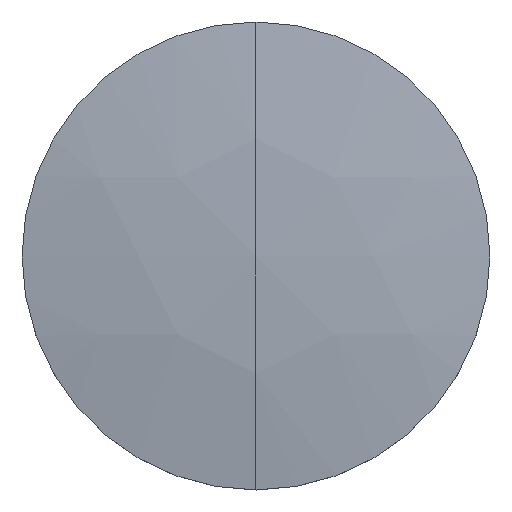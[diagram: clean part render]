
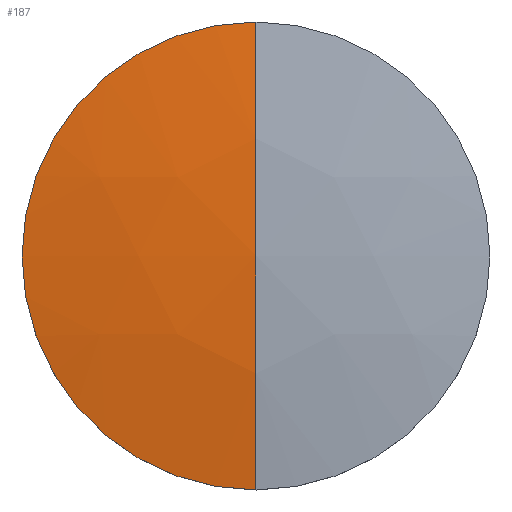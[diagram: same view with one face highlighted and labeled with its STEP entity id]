
A CAD part, top view. The second image highlights one B-rep face of the part: STEP entity #187.
In plain terms, the highlighted free-form (B-spline) face has degree [3, 3] with [4, 4] control points.
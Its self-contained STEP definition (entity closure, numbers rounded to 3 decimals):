
#6 = DIRECTION ( 'NONE',  ( 1., 0., 0. ) ) ;
#8 = CARTESIAN_POINT ( 'NONE',  ( -4.303, 4.324, 4.363 ) ) ;
#32 = CARTESIAN_POINT ( 'NONE',  ( -12.836, 4.324, 3.292 ) ) ;
#40 = ORIENTED_EDGE ( 'NONE', *, *, #197, .T. ) ;
#67 = DIRECTION ( 'NONE',  ( 1., 0., 0. ) ) ;
#78 = CARTESIAN_POINT ( 'NONE',  ( -4.223, -12.851, 2.922 ) ) ;
#81 = CARTESIAN_POINT ( 'NONE',  ( -8.592, -4.324, 4.005 ) ) ;
#84 = CARTESIAN_POINT ( 'NONE',  ( -4.223, 12.851, 2.922 ) ) ;
#86 = DIRECTION ( 'NONE',  ( 0., 0., -1. ) ) ;
#87 = VERTEX_POINT ( 'NONE', #246 ) ;
#88 = AXIS2_PLACEMENT_3D ( 'NONE', #252, #272, #6 ) ;
#89 = ORIENTED_EDGE ( 'NONE', *, *, #264, .F. ) ;
#107 = CARTESIAN_POINT ( 'NONE',  ( -8.432, -12.851, 2.571 ) ) ;
#115 = CARTESIAN_POINT ( 'NONE',  ( 0., 12.7, 2.947 ) ) ;
#124 = CARTESIAN_POINT ( 'NONE',  ( 0., 12.851, 2.922 ) ) ;
#126 = CARTESIAN_POINT ( 'NONE',  ( -4.303, -4.324, 4.363 ) ) ;
#138 = EDGE_CURVE ( 'NONE', #161, #268, #212, .T. ) ;
#142 = FACE_OUTER_BOUND ( 'NONE', #162, .T. ) ;
#147 = CARTESIAN_POINT ( 'NONE',  ( -12.7, 0., 2.947 ) ) ;
#150 = CARTESIAN_POINT ( 'NONE',  ( 0., 4.324, 4.363 ) ) ;
#153 = CARTESIAN_POINT ( 'NONE',  ( 0., 0., -73.12 ) ) ;
#155 = AXIS2_PLACEMENT_3D ( 'NONE', #153, #256, #237 ) ;
#161 = VERTEX_POINT ( 'NONE', #147 ) ;
#162 = EDGE_LOOP ( 'NONE', ( #89, #40, #261 ) ) ;
#163 = CIRCLE ( 'NONE', #255, 12.7 ) ;
#173 = CARTESIAN_POINT ( 'NONE',  ( -12.597, -12.851, 1.871 ) ) ;
#174 = CARTESIAN_POINT ( 'NONE',  ( -8.592, 4.324, 4.005 ) ) ;
#187 = ADVANCED_FACE ( 'NONE', ( #142 ), #289, .T. ) ;
#189 = CARTESIAN_POINT ( 'NONE',  ( -8.432, 12.851, 2.571 ) ) ;
#197 = EDGE_CURVE ( 'NONE', #87, #268, #218, .T. ) ;
#210 = CARTESIAN_POINT ( 'NONE',  ( 0., -12.851, 2.922 ) ) ;
#212 = CIRCLE ( 'NONE', #88, 12.7 ) ;
#218 = CIRCLE ( 'NONE', #155, 77.12 ) ;
#230 = CARTESIAN_POINT ( 'NONE',  ( -12.836, -4.324, 3.292 ) ) ;
#235 = CARTESIAN_POINT ( 'NONE',  ( -12.597, 12.851, 1.871 ) ) ;
#237 = DIRECTION ( 'NONE',  ( 0., -1., 0. ) ) ;
#246 = CARTESIAN_POINT ( 'NONE',  ( 0., -12.7, 2.947 ) ) ;
#249 = CARTESIAN_POINT ( 'NONE',  ( 0., -4.324, 4.363 ) ) ;
#252 = CARTESIAN_POINT ( 'NONE',  ( 0., 0., 2.947 ) ) ;
#254 = CARTESIAN_POINT ( 'NONE',  ( 0., 0., 2.947 ) ) ;
#255 = AXIS2_PLACEMENT_3D ( 'NONE', #254, #86, #67 ) ;
#256 = DIRECTION ( 'NONE',  ( -1., 0., 0. ) ) ;
#261 = ORIENTED_EDGE ( 'NONE', *, *, #138, .F. ) ;
#264 = EDGE_CURVE ( 'NONE', #87, #161, #163, .T. ) ;
#268 = VERTEX_POINT ( 'NONE', #115 ) ;
#272 = DIRECTION ( 'NONE',  ( 0., 0., -1. ) ) ;
#289 =( BOUNDED_SURFACE ( )  B_SPLINE_SURFACE ( 3, 3, ( 
 ( #210, #78, #107, #173 ),
 ( #249, #126, #81, #230 ),
 ( #150, #8, #174, #32 ),
 ( #124, #84, #189, #235 ) ),
 .UNSPECIFIED., .F., .F., .F. ) 
 B_SPLINE_SURFACE_WITH_KNOTS ( ( 4, 4 ),
 ( 4, 4 ),
 ( 0., 1. ),
 ( 0., 1. ),
 .UNSPECIFIED. ) 
 GEOMETRIC_REPRESENTATION_ITEM ( )  RATIONAL_B_SPLINE_SURFACE ( (
 ( 1., 0.998, 0.998, 1.),
 ( 0.991, 0.988, 0.988, 0.991),
 ( 0.991, 0.988, 0.988, 0.991),
 ( 1., 0.998, 0.998, 1.) ) ) 
 REPRESENTATION_ITEM ( '' )  SURFACE ( )  );
